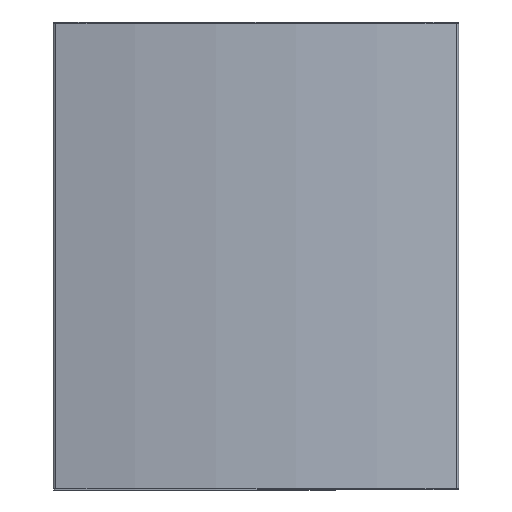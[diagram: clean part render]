
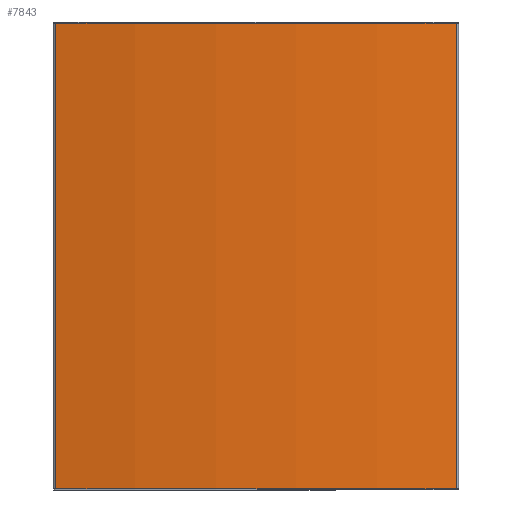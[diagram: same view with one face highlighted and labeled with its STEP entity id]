
A CAD part, left-side view. The second image highlights one B-rep face of the part: STEP entity #7843.
In plain terms, the highlighted cylindrical face has radius 1150.14 mm (diameter 2300.29 mm), a partial arc.
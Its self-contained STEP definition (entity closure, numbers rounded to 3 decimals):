
#613=FACE_OUTER_BOUND('',#1140,.T.);
#1140=EDGE_LOOP('',(#5891,#5892,#5893,#5894));
#1868=LINE('',#12310,#2661);
#1869=LINE('',#12312,#2662);
#2661=VECTOR('',#9826,1000.);
#2662=VECTOR('',#9829,1000.);
#3300=CIRCLE('',#8466,1150.145);
#3308=CIRCLE('',#8480,1150.145);
#3746=VERTEX_POINT('',#12050);
#3748=VERTEX_POINT('',#12056);
#3750=VERTEX_POINT('',#12063);
#3756=VERTEX_POINT('',#12082);
#4536=EDGE_CURVE('',#3746,#3748,#3300,.T.);
#4553=EDGE_CURVE('',#3750,#3756,#3308,.T.);
#4664=EDGE_CURVE('',#3748,#3756,#1868,.T.);
#4665=EDGE_CURVE('',#3746,#3750,#1869,.T.);
#5891=ORIENTED_EDGE('',*,*,#4553,.F.);
#5892=ORIENTED_EDGE('',*,*,#4665,.F.);
#5893=ORIENTED_EDGE('',*,*,#4536,.T.);
#5894=ORIENTED_EDGE('',*,*,#4664,.T.);
#7649=CYLINDRICAL_SURFACE('',#8540,1150.145);
#7843=ADVANCED_FACE('',(#613),#7649,.T.);
#8466=AXIS2_PLACEMENT_3D('',#12057,#9612,#9613);
#8480=AXIS2_PLACEMENT_3D('',#12091,#9649,#9650);
#8540=AXIS2_PLACEMENT_3D('',#12311,#9827,#9828);
#9612=DIRECTION('center_axis',(0.,0.,1.));
#9613=DIRECTION('ref_axis',(1.,0.,0.));
#9649=DIRECTION('center_axis',(0.,0.,1.));
#9650=DIRECTION('ref_axis',(1.,0.,0.));
#9826=DIRECTION('',(0.,0.,1.));
#9827=DIRECTION('center_axis',(0.,0.,1.));
#9828=DIRECTION('ref_axis',(1.,0.,0.));
#9829=DIRECTION('',(0.,0.,1.));
#12050=CARTESIAN_POINT('',(-66.086,474.217,-548.));
#12056=CARTESIAN_POINT('',(-66.086,2.783,-548.));
#12057=CARTESIAN_POINT('Origin',(1059.645,238.5,-548.));
#12063=CARTESIAN_POINT('',(-66.086,474.217,0.));
#12082=CARTESIAN_POINT('',(-66.086,2.783,0.));
#12091=CARTESIAN_POINT('Origin',(1059.645,238.5,0.));
#12310=CARTESIAN_POINT('',(-66.086,2.783,-548.));
#12311=CARTESIAN_POINT('Origin',(1059.645,238.5,-548.));
#12312=CARTESIAN_POINT('',(-66.086,474.217,-548.));
